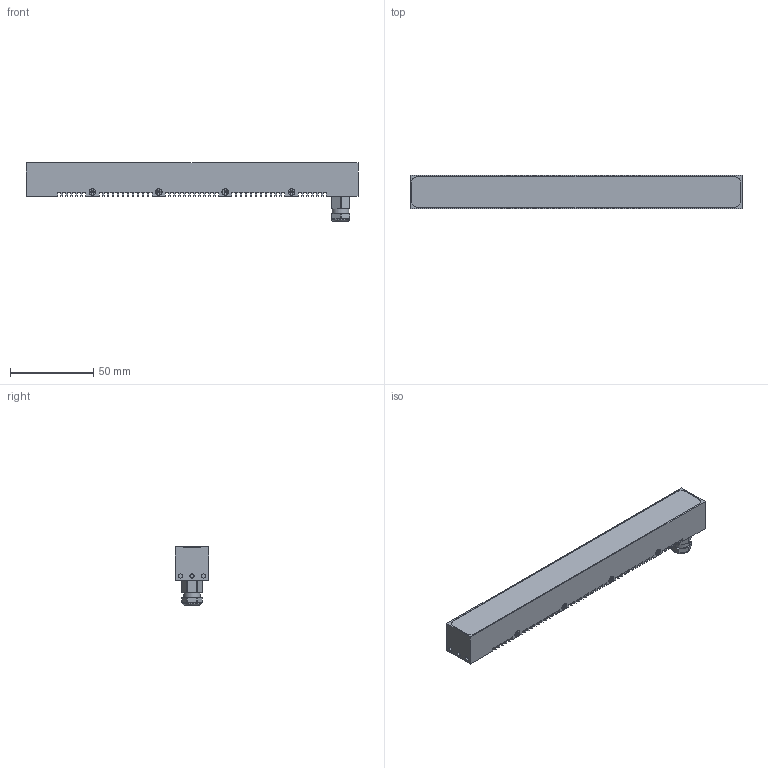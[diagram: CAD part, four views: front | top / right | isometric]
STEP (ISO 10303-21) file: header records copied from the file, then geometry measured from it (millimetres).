
FILE_DESCRIPTION(/* description */ (''),/* implementation_level */ '2;1');
FILE_NAME(/* name */ 'ipf_z3d_EL200174.stp',/* time_stamp */ '2019-06-27T08:48:15+02:00',/* author */ ('g.aydin'),/* organization */ (''),/* preprocessor_version */ 'ST-DEVELOPER v15.2',/* originating_system */ 'Autodesk Inventor 2014',/* authorisation */ '');
FILE_SCHEMA (('AUTOMOTIVE_DESIGN { 1 0 10303 214 3 1 1 }'));
Length unit declared in the file: millimetre
Products named in the file (1): ipf_z3d_EL200174
Bounding box: 200 x 20 x 35 mm (x, y, z)
Volume: 76364.7 mm3; surface area: 22103.9 mm2
Topology: 1 solids, 19 shells, 667 faces, 1787 edges, 1183 vertices
Faces by surface type: plane 453, cylinder 163, cone 34, torus 9, bspline 8
Full cylindrical faces by diameter (mm): 1.454 x8, 1.567 x18, 2 x8, 2.2 x8, 2.459 x6, 5.5 x1, 10 x1, 11 x1
Entity records: 20748 total; most frequent: CARTESIAN_POINT 3978, ORIENTED_EDGE 3276, DIRECTION 3262, EDGE_CURVE 1638, LINE 1190, VECTOR 1190, VERTEX_POINT 1128, AXIS2_PLACEMENT_3D 1036
